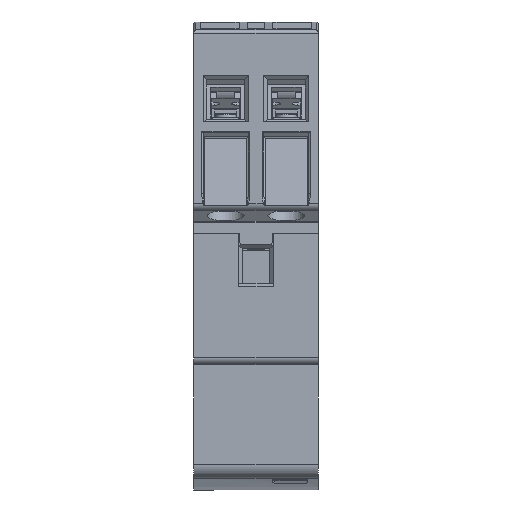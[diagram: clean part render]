
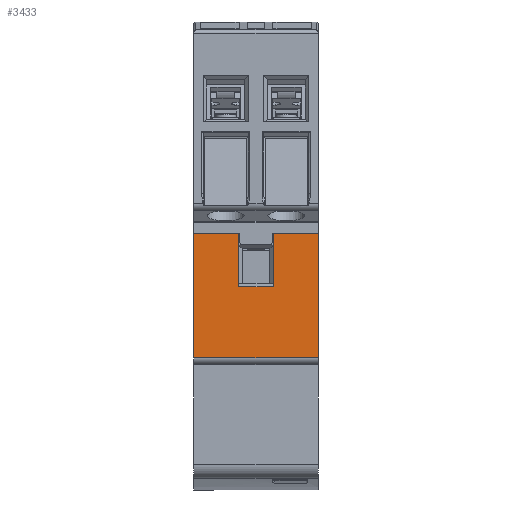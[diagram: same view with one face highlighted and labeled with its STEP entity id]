
A CAD part, left-side view. The second image highlights one B-rep face of the part: STEP entity #3433.
In plain terms, the highlighted planar face has unit normal (-1, 0, 0).
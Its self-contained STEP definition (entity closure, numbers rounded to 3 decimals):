
#3433=ADVANCED_FACE('',(#36986),#36988,.F.);
#36986=FACE_BOUND('',#36987,.T.);
#36987=EDGE_LOOP('',(#82461,#82462,#82463,#82464,#82465,#82466,#82467,#82468));
#36988=PLANE('',#36989);
#36989=AXIS2_PLACEMENT_3D('',#36990,#36991,#36992);
#36990=CARTESIAN_POINT('',(-34.25,-9.,-19.));
#36991=DIRECTION('',(1.,0.,0.));
#36992=DIRECTION('',(0.,1.,0.));
#82461=ORIENTED_EDGE('',*,*,#100881,.T.);
#82462=ORIENTED_EDGE('',*,*,#101379,.T.);
#82463=ORIENTED_EDGE('',*,*,#101380,.T.);
#82464=ORIENTED_EDGE('',*,*,#101377,.T.);
#82465=ORIENTED_EDGE('',*,*,#101381,.F.);
#82466=ORIENTED_EDGE('',*,*,#101382,.T.);
#82467=ORIENTED_EDGE('',*,*,#100889,.F.);
#82468=ORIENTED_EDGE('',*,*,#101383,.F.);
#100881=EDGE_CURVE('',#111271,#111269,#111272,.T.);
#100889=EDGE_CURVE('',#111285,#111287,#111288,.T.);
#101377=EDGE_CURVE('',#112097,#112095,#112098,.T.);
#101379=EDGE_CURVE('',#111269,#112100,#112101,.T.);
#101380=EDGE_CURVE('',#112100,#112097,#112102,.T.);
#101381=EDGE_CURVE('',#112103,#112095,#112104,.T.);
#101382=EDGE_CURVE('',#112103,#111287,#112105,.T.);
#101383=EDGE_CURVE('',#111271,#111285,#112106,.T.);
#111269=VERTEX_POINT('',#133890);
#111271=VERTEX_POINT('',#133894);
#111272=LINE('',#133895,#133896);
#111285=VERTEX_POINT('',#133922);
#111287=VERTEX_POINT('',#133926);
#111288=LINE('',#133927,#133928);
#112095=VERTEX_POINT('',#135839);
#112097=VERTEX_POINT('',#135844);
#112098=LINE('',#135845,#135846);
#112100=VERTEX_POINT('',#135852);
#112101=LINE('',#135853,#135854);
#112102=LINE('',#135856,#135857);
#112103=VERTEX_POINT('',#135859);
#112104=LINE('',#135860,#135861);
#112105=LINE('',#135863,#135864);
#112106=LINE('',#135866,#135867);
#133890=CARTESIAN_POINT('',(-34.25,2.5,0.));
#133894=CARTESIAN_POINT('',(-34.25,2.5,-7.75));
#133895=CARTESIAN_POINT('',(-34.25,2.5,-7.75));
#133896=VECTOR('',#133897,1.);
#133897=DIRECTION('',(0.,0.,1.));
#133922=CARTESIAN_POINT('',(-34.25,-2.5,-7.75));
#133926=CARTESIAN_POINT('',(-34.25,-2.5,0.));
#133927=CARTESIAN_POINT('',(-34.25,-2.5,-7.75));
#133928=VECTOR('',#133929,1.);
#133929=DIRECTION('',(0.,0.,1.));
#135839=CARTESIAN_POINT('',(-34.25,-9.,-18.));
#135844=CARTESIAN_POINT('',(-34.25,9.,-18.));
#135845=CARTESIAN_POINT('',(-34.25,9.,-18.));
#135846=VECTOR('',#135847,1.);
#135847=DIRECTION('',(0.,-1.,0.));
#135852=CARTESIAN_POINT('',(-34.25,9.,0.));
#135853=CARTESIAN_POINT('',(-34.25,2.5,0.));
#135854=VECTOR('',#135855,1.);
#135855=DIRECTION('',(0.,1.,0.));
#135856=CARTESIAN_POINT('',(-34.25,9.,0.));
#135857=VECTOR('',#135858,1.);
#135858=DIRECTION('',(0.,0.,-1.));
#135859=CARTESIAN_POINT('',(-34.25,-9.,0.));
#135860=CARTESIAN_POINT('',(-34.25,-9.,0.));
#135861=VECTOR('',#135862,1.);
#135862=DIRECTION('',(0.,0.,-1.));
#135863=CARTESIAN_POINT('',(-34.25,-9.,0.));
#135864=VECTOR('',#135865,1.);
#135865=DIRECTION('',(0.,1.,0.));
#135866=CARTESIAN_POINT('',(-34.25,2.5,-7.75));
#135867=VECTOR('',#135868,1.);
#135868=DIRECTION('',(0.,-1.,0.));
